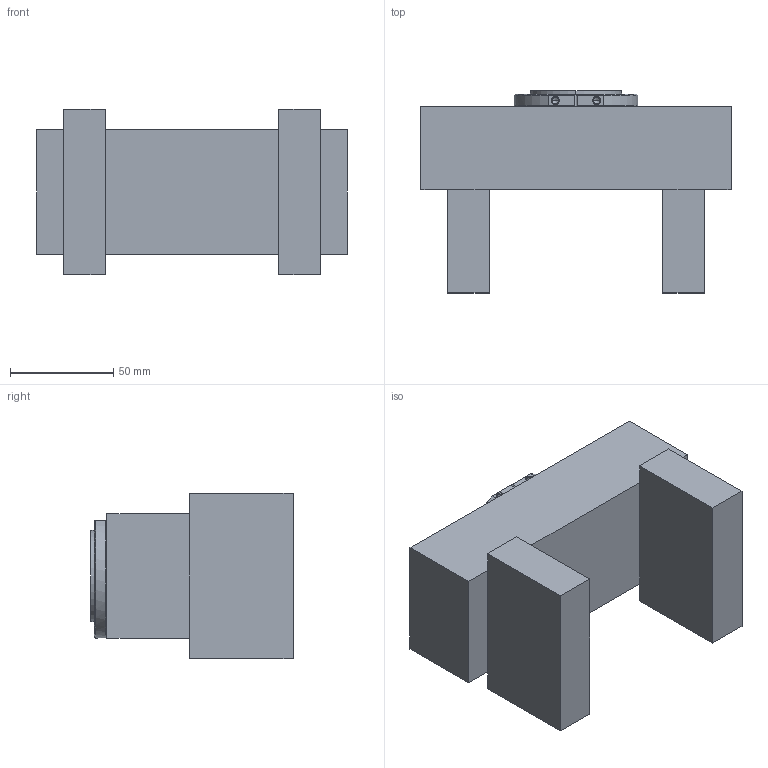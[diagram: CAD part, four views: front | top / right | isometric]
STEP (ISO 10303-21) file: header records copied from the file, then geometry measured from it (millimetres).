
FILE_DESCRIPTION (( 'STEP AP203' ), '1' );
FILE_NAME ('Garra fixed asset.STEP', '2020-01-28T14:29:16', ( '' ), ( '' ), 'SwSTEP 2.0', 'SolidWorks 2019', '' );
FILE_SCHEMA (( 'CONFIG_CONTROL_DESIGN' ));
Length unit declared in the file: millimetre
Products named in the file (1): Garra fixed asset
Bounding box: 150 x 97.7 x 80 mm (x, y, z)
Volume: 536081.4 mm3; surface area: 60169.5 mm2
Topology: 1 solids, 8 shells, 206 faces, 437 edges, 266 vertices
Faces by surface type: plane 99, cone 57, cylinder 48, bspline 2
Entity records: 5602 total; most frequent: CARTESIAN_POINT 1034, DIRECTION 983, ORIENTED_EDGE 866, EDGE_CURVE 433, AXIS2_PLACEMENT_3D 355, VECTOR 273, LINE 273, VERTEX_POINT 266
